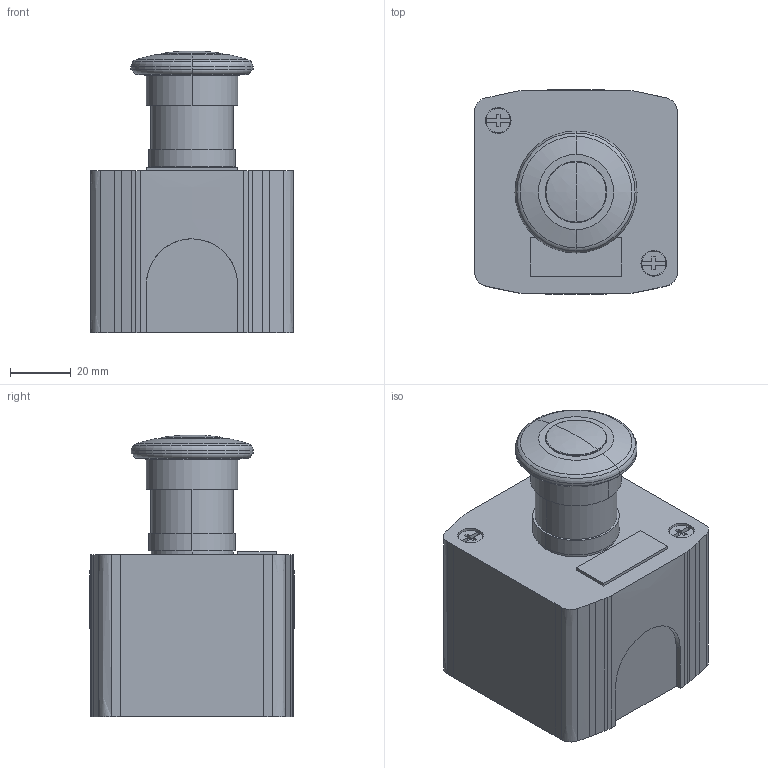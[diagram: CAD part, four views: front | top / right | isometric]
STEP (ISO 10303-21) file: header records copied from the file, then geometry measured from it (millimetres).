
FILE_DESCRIPTION(('STEP AP242'),'1');
FILE_NAME('xalk178.stp','2019-07-29T11:06:21',('TraceParts'),('TraceParts S.A.'),'Spatial InterOp 3D',' ',' ');
FILE_SCHEMA(('AP242_MANAGED_MODEL_BASED_3D_ENGINEERING_MIM_LF {1 0 10303 442 1 1 4}'));
Length unit declared in the file: millimetre
Products named in the file (1): xalk178_1
Bounding box: 66.66 x 67.19 x 92.8 mm (x, y, z)
Volume: 250753.1 mm3; surface area: 32803.2 mm2
Topology: 5 solids, 15 shells, 231 faces, 586 edges, 393 vertices
Faces by surface type: plane 83, cylinder 68, cone 38, extrusion 30, torus 6, bspline 4, revolution 2
Entity records: 8063 total; most frequent: CARTESIAN_POINT 2457, ORIENTED_EDGE 1128, DIRECTION 1126, EDGE_CURVE 584, AXIS2_PLACEMENT_3D 422, VERTEX_POINT 393, VECTOR 280, EDGE_LOOP 261
